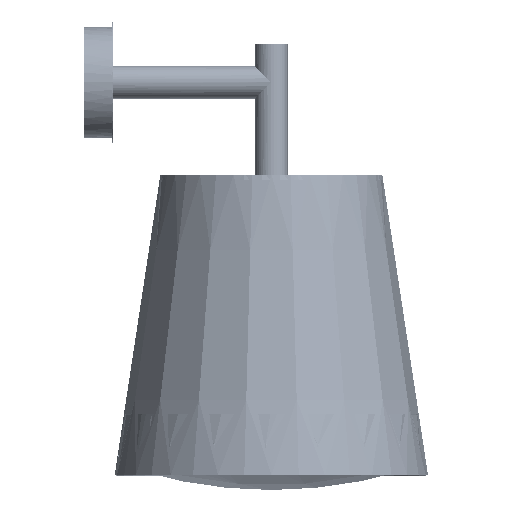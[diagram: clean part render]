
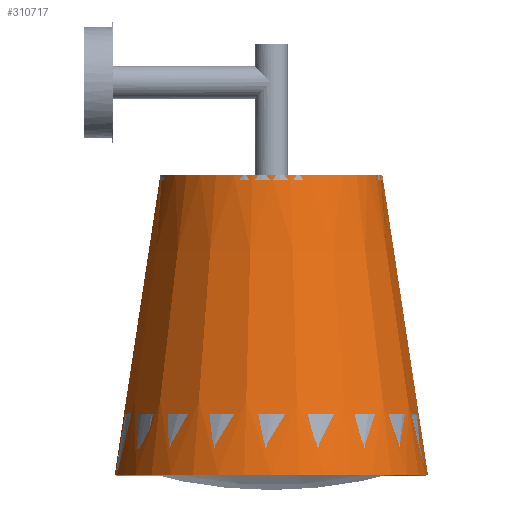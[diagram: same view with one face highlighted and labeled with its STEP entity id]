
A CAD part, top view. The second image highlights one B-rep face of the part: STEP entity #310717.
In plain terms, the highlighted conical face has half-angle 8.653 degrees and reference radius 1935.14 mm.
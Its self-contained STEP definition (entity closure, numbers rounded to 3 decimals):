
#7095 = DIRECTION ( 'NONE',  ( 1., 0., 0. ) ) ;
#19354 = AXIS2_PLACEMENT_3D ( 'NONE', #233058, #50099, #263764 ) ;
#21435 = VERTEX_POINT ( 'NONE', #103672 ) ;
#36383 = CARTESIAN_POINT ( 'NONE',  ( 0., -11139.465, 0. ) ) ;
#50099 = DIRECTION ( 'NONE',  ( 0., 1., 0. ) ) ;
#52017 = VERTEX_POINT ( 'NONE', #116857 ) ;
#59694 = LINE ( 'NONE', #351862, #293895 ) ;
#62877 = ORIENTED_EDGE ( 'NONE', *, *, #363176, .T. ) ;
#68115 = AXIS2_PLACEMENT_3D ( 'NONE', #36383, #127237, #250122 ) ;
#79020 = AXIS2_PLACEMENT_3D ( 'NONE', #372996, #189993, #7095 ) ;
#84170 = VECTOR ( 'NONE', #178228, 1000. ) ;
#103672 = CARTESIAN_POINT ( 'NONE',  ( -170., 460., 0.297 ) ) ;
#116857 = CARTESIAN_POINT ( 'NONE',  ( 170., 460., 0. ) ) ;
#127237 = DIRECTION ( 'NONE',  ( 0., -1., 0. ) ) ;
#128836 = EDGE_LOOP ( 'NONE', ( #355434, #343472, #322118, #62877 ) ) ;
#139322 = VERTEX_POINT ( 'NONE', #198622 ) ;
#147507 = CARTESIAN_POINT ( 'NONE',  ( 1935.136, -11139.465, 0. ) ) ;
#152698 = CONICAL_SURFACE ( 'NONE', #68115, 1935.136, 0.151 ) ;
#178228 = DIRECTION ( 'NONE',  ( 0.15, -0.989, 0. ) ) ;
#184506 = EDGE_CURVE ( 'NONE', #52017, #21435, #351558, .T. ) ;
#189993 = DIRECTION ( 'NONE',  ( 0., -1., 0. ) ) ;
#190962 = FACE_OUTER_BOUND ( 'NONE', #128836, .T. ) ;
#198622 = CARTESIAN_POINT ( 'NONE',  ( 240., 0., 0. ) ) ;
#205802 = CARTESIAN_POINT ( 'NONE',  ( -240., 0., 0.419 ) ) ;
#233058 = CARTESIAN_POINT ( 'NONE',  ( 0., 0., 0. ) ) ;
#250122 = DIRECTION ( 'NONE',  ( 1., 0., 0. ) ) ;
#263764 = DIRECTION ( 'NONE',  ( 1., 0., 0. ) ) ;
#290582 = CIRCLE ( 'NONE', #19354, 240. ) ;
#293895 = VECTOR ( 'NONE', #383888, 1000. ) ;
#294311 = VERTEX_POINT ( 'NONE', #205802 ) ;
#305326 = EDGE_CURVE ( 'NONE', #52017, #139322, #328037, .T. ) ;
#310717 = ADVANCED_FACE ( 'NONE', ( #190962 ), #152698, .T. ) ;
#322118 = ORIENTED_EDGE ( 'NONE', *, *, #358961, .T. ) ;
#328037 = LINE ( 'NONE', #147507, #84170 ) ;
#343472 = ORIENTED_EDGE ( 'NONE', *, *, #184506, .T. ) ;
#351558 = CIRCLE ( 'NONE', #79020, 170. ) ;
#351862 = CARTESIAN_POINT ( 'NONE',  ( -1935.133, -11139.465, 3.377 ) ) ;
#355434 = ORIENTED_EDGE ( 'NONE', *, *, #305326, .F. ) ;
#358961 = EDGE_CURVE ( 'NONE', #21435, #294311, #59694, .T. ) ;
#363176 = EDGE_CURVE ( 'NONE', #294311, #139322, #290582, .T. ) ;
#372996 = CARTESIAN_POINT ( 'NONE',  ( 0., 460., 0. ) ) ;
#383888 = DIRECTION ( 'NONE',  ( -0.15, -0.989, 0. ) ) ;
